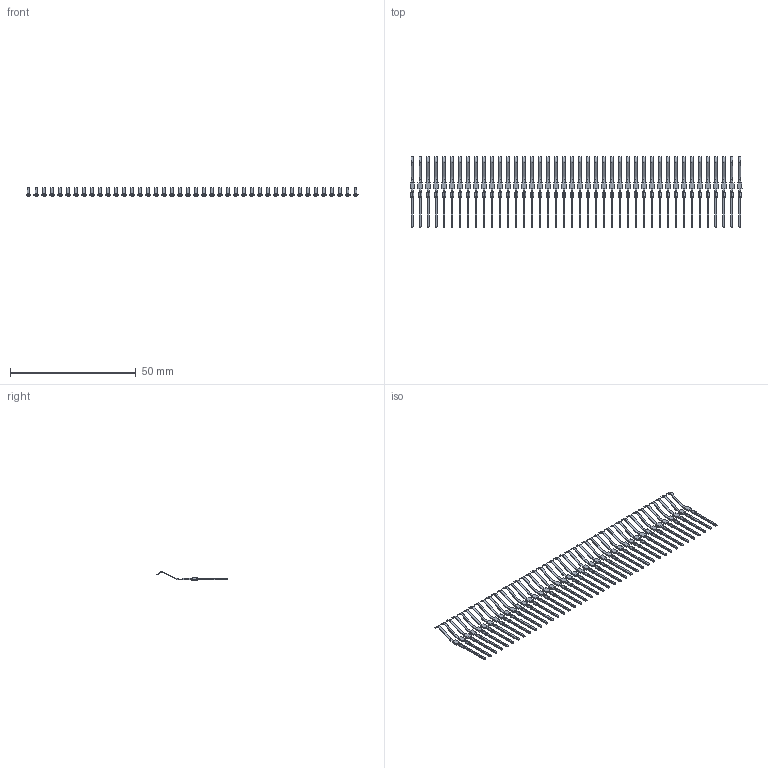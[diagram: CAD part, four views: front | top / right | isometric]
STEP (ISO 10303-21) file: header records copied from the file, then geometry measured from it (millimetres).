
FILE_DESCRIPTION (( 'STEP AP203' ), '1' );
FILE_NAME ('746-042-545-506.STEP', '2020-09-16T20:11:16', ( '' ), ( '' ), 'SwSTEP 2.0', 'SolidWorks 2020', '' );
FILE_SCHEMA (( 'CONFIG_CONTROL_DESIGN' ));
Length unit declared in the file: inch
Products named in the file (3): 746-042-545-506; 746 Part_.340 Slot Depth - 06; 746-292-001_545
Assembly tree (43 placements, depth 2):
  746-042-545-506
    746 Part_.340 Slot Depth - 06
    746-292-001_545  x42
Bounding box: 131.95 x 27.83 x 3.51 mm (x, y, z)
Volume: 556.5 mm3; surface area: 3461.4 mm2
Topology: 42 solids, 42 shells, 2982 faces, 7770 edges, 4872 vertices
Faces by surface type: plane 1218, bspline 840, cylinder 672, torus 252
Entity records: 63491 total; most frequent: CARTESIAN_POINT 12846, ORIENTED_EDGE 11148, DIRECTION 9224, EDGE_CURVE 5574, VECTOR 4970, LINE 4970, VERTEX_POINT 3693, AXIS2_PLACEMENT_3D 2127
